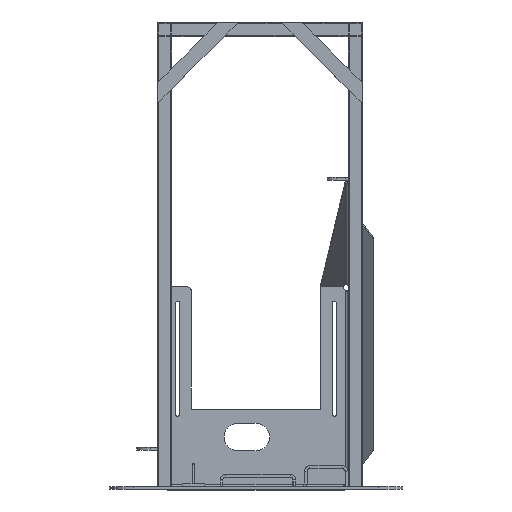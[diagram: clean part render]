
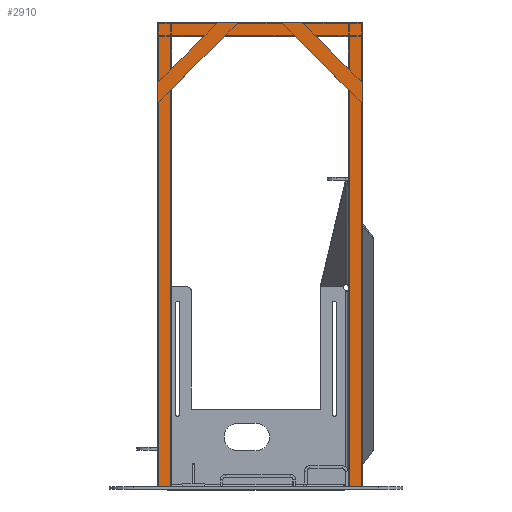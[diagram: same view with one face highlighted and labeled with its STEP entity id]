
A CAD part, top view. The second image highlights one B-rep face of the part: STEP entity #2910.
In plain terms, the highlighted planar face has unit normal (0, 0, 1).
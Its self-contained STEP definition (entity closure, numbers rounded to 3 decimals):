
#955 = VERTEX_POINT('',#956);
#956 = CARTESIAN_POINT('',(218.,0.,239.75));
#976 = VERTEX_POINT('',#977);
#977 = CARTESIAN_POINT('',(218.,510.,239.75));
#983 = EDGE_CURVE('',#955,#976,#984,.T.);
#984 = LINE('',#985,#986);
#985 = CARTESIAN_POINT('',(218.,0.,239.75));
#986 = VECTOR('',#987,1.);
#987 = DIRECTION('',(0.,1.,0.));
#1000 = VERTEX_POINT('',#1001);
#1001 = CARTESIAN_POINT('',(-7.5,510.,239.75));
#1007 = EDGE_CURVE('',#976,#1000,#1008,.T.);
#1008 = LINE('',#1009,#1010);
#1009 = CARTESIAN_POINT('',(218.,510.,239.75));
#1010 = VECTOR('',#1011,1.);
#1011 = DIRECTION('',(-1.,0.,0.));
#1023 = VERTEX_POINT('',#1024);
#1024 = CARTESIAN_POINT('',(-7.5,0.,239.75));
#1030 = EDGE_CURVE('',#1023,#1000,#1031,.T.);
#1031 = LINE('',#1032,#1033);
#1032 = CARTESIAN_POINT('',(-7.5,0.,239.75));
#1033 = VECTOR('',#1034,1.);
#1034 = DIRECTION('',(0.,1.,0.));
#1045 = EDGE_CURVE('',#1046,#1023,#1048,.T.);
#1046 = VERTEX_POINT('',#1047);
#1047 = CARTESIAN_POINT('',(0.,0.,239.75));
#1048 = LINE('',#1049,#1050);
#1049 = CARTESIAN_POINT('',(8.5,0.,239.75));
#1050 = VECTOR('',#1051,1.);
#1051 = DIRECTION('',(-1.,0.,0.));
#1243 = VERTEX_POINT('',#1244);
#1244 = CARTESIAN_POINT('',(8.5,0.,239.75));
#1250 = EDGE_CURVE('',#1243,#1046,#1251,.T.);
#1251 = LINE('',#1252,#1253);
#1252 = CARTESIAN_POINT('',(8.5,0.,239.75));
#1253 = VECTOR('',#1254,1.);
#1254 = DIRECTION('',(-1.,0.,0.));
#1543 = VERTEX_POINT('',#1544);
#1544 = CARTESIAN_POINT('',(8.5,436.373,239.75));
#1550 = EDGE_CURVE('',#1243,#1543,#1551,.T.);
#1551 = LINE('',#1552,#1553);
#1552 = CARTESIAN_POINT('',(8.5,0.,239.75));
#1553 = VECTOR('',#1554,1.);
#1554 = DIRECTION('',(0.,1.,0.));
#1564 = EDGE_CURVE('',#1565,#1543,#1567,.T.);
#1565 = VERTEX_POINT('',#1566);
#1566 = CARTESIAN_POINT('',(66.127,494.,239.75));
#1567 = LINE('',#1568,#1569);
#1568 = CARTESIAN_POINT('',(82.127,510.,239.75));
#1569 = VECTOR('',#1570,1.);
#1570 = DIRECTION('',(-0.707,-0.707,0.));
#1590 = EDGE_CURVE('',#1565,#1591,#1593,.T.);
#1591 = VERTEX_POINT('',#1592);
#1592 = CARTESIAN_POINT('',(144.373,494.,239.75));
#1593 = LINE('',#1594,#1595);
#1594 = CARTESIAN_POINT('',(-7.5,494.,239.75));
#1595 = VECTOR('',#1596,1.);
#1596 = DIRECTION('',(1.,0.,0.));
#1612 = EDGE_CURVE('',#1591,#1613,#1615,.T.);
#1613 = VERTEX_POINT('',#1614);
#1614 = CARTESIAN_POINT('',(202.,436.373,239.75));
#1615 = LINE('',#1616,#1617);
#1616 = CARTESIAN_POINT('',(128.373,510.,239.75));
#1617 = VECTOR('',#1618,1.);
#1618 = DIRECTION('',(0.707,-0.707,0.));
#1794 = VERTEX_POINT('',#1795);
#1795 = CARTESIAN_POINT('',(202.,17.,239.75));
#1801 = EDGE_CURVE('',#1794,#1613,#1802,.T.);
#1802 = LINE('',#1803,#1804);
#1803 = CARTESIAN_POINT('',(202.,0.,239.75));
#1804 = VECTOR('',#1805,1.);
#1805 = DIRECTION('',(0.,1.,0.));
#1985 = VERTEX_POINT('',#1986);
#1986 = CARTESIAN_POINT('',(167.,494.,239.75));
#1992 = EDGE_CURVE('',#1985,#1993,#1995,.T.);
#1993 = VERTEX_POINT('',#1994);
#1994 = CARTESIAN_POINT('',(202.,494.,239.75));
#1995 = LINE('',#1996,#1997);
#1996 = CARTESIAN_POINT('',(-7.5,494.,239.75));
#1997 = VECTOR('',#1998,1.);
#1998 = DIRECTION('',(1.,0.,0.));
#2014 = EDGE_CURVE('',#2015,#1985,#2017,.T.);
#2015 = VERTEX_POINT('',#2016);
#2016 = CARTESIAN_POINT('',(202.,459.,239.75));
#2017 = LINE('',#2018,#2019);
#2018 = CARTESIAN_POINT('',(218.,443.,239.75));
#2019 = VECTOR('',#2020,1.);
#2020 = DIRECTION('',(-0.707,0.707,0.));
#2040 = EDGE_CURVE('',#2015,#1993,#2041,.T.);
#2041 = LINE('',#2042,#2043);
#2042 = CARTESIAN_POINT('',(202.,0.,239.75));
#2043 = VECTOR('',#2044,1.);
#2044 = DIRECTION('',(0.,1.,0.));
#2056 = VERTEX_POINT('',#2057);
#2057 = CARTESIAN_POINT('',(8.5,459.,239.75));
#2065 = VERTEX_POINT('',#2066);
#2066 = CARTESIAN_POINT('',(8.5,494.,239.75));
#2072 = EDGE_CURVE('',#2056,#2065,#2073,.T.);
#2073 = LINE('',#2074,#2075);
#2074 = CARTESIAN_POINT('',(8.5,0.,239.75));
#2075 = VECTOR('',#2076,1.);
#2076 = DIRECTION('',(0.,1.,0.));
#2086 = EDGE_CURVE('',#2056,#2087,#2089,.T.);
#2087 = VERTEX_POINT('',#2088);
#2088 = CARTESIAN_POINT('',(43.5,494.,239.75));
#2089 = LINE('',#2090,#2091);
#2090 = CARTESIAN_POINT('',(-7.5,443.,239.75));
#2091 = VECTOR('',#2092,1.);
#2092 = DIRECTION('',(0.707,0.707,0.));
#2112 = EDGE_CURVE('',#2065,#2087,#2113,.T.);
#2113 = LINE('',#2114,#2115);
#2114 = CARTESIAN_POINT('',(-7.5,494.,239.75));
#2115 = VECTOR('',#2116,1.);
#2116 = DIRECTION('',(1.,0.,0.));
#2856 = EDGE_CURVE('',#955,#2857,#2859,.T.);
#2857 = VERTEX_POINT('',#2858);
#2858 = CARTESIAN_POINT('',(202.,0.,239.75));
#2859 = LINE('',#2860,#2861);
#2860 = CARTESIAN_POINT('',(218.,0.,239.75));
#2861 = VECTOR('',#2862,1.);
#2862 = DIRECTION('',(-1.,0.,0.));
#2910 = ADVANCED_FACE('',(#2911,#2930,#2935),#2940,.T.);
#2911 = FACE_BOUND('',#2912,.T.);
#2912 = EDGE_LOOP('',(#2913,#2914,#2915,#2916,#2917,#2918,#2919,#2920,
    #2921,#2922,#2923,#2924));
#2913 = ORIENTED_EDGE('',*,*,#2856,.F.);
#2914 = ORIENTED_EDGE('',*,*,#983,.T.);
#2915 = ORIENTED_EDGE('',*,*,#1007,.T.);
#2916 = ORIENTED_EDGE('',*,*,#1030,.F.);
#2917 = ORIENTED_EDGE('',*,*,#1045,.F.);
#2918 = ORIENTED_EDGE('',*,*,#1250,.F.);
#2919 = ORIENTED_EDGE('',*,*,#1550,.T.);
#2920 = ORIENTED_EDGE('',*,*,#1564,.F.);
#2921 = ORIENTED_EDGE('',*,*,#1590,.T.);
#2922 = ORIENTED_EDGE('',*,*,#1612,.T.);
#2923 = ORIENTED_EDGE('',*,*,#1801,.F.);
#2924 = ORIENTED_EDGE('',*,*,#2925,.F.);
#2925 = EDGE_CURVE('',#2857,#1794,#2926,.T.);
#2926 = LINE('',#2927,#2928);
#2927 = CARTESIAN_POINT('',(202.,0.,239.75));
#2928 = VECTOR('',#2929,1.);
#2929 = DIRECTION('',(0.,1.,0.));
#2930 = FACE_BOUND('',#2931,.T.);
#2931 = EDGE_LOOP('',(#2932,#2933,#2934));
#2932 = ORIENTED_EDGE('',*,*,#2014,.T.);
#2933 = ORIENTED_EDGE('',*,*,#1992,.T.);
#2934 = ORIENTED_EDGE('',*,*,#2040,.F.);
#2935 = FACE_BOUND('',#2936,.T.);
#2936 = EDGE_LOOP('',(#2937,#2938,#2939));
#2937 = ORIENTED_EDGE('',*,*,#2086,.F.);
#2938 = ORIENTED_EDGE('',*,*,#2072,.T.);
#2939 = ORIENTED_EDGE('',*,*,#2112,.T.);
#2940 = PLANE('',#2941);
#2941 = AXIS2_PLACEMENT_3D('',#2942,#2943,#2944);
#2942 = CARTESIAN_POINT('',(105.25,284.343,239.75));
#2943 = DIRECTION('',(0.,0.,1.));
#2944 = DIRECTION('',(0.,1.,0.));
